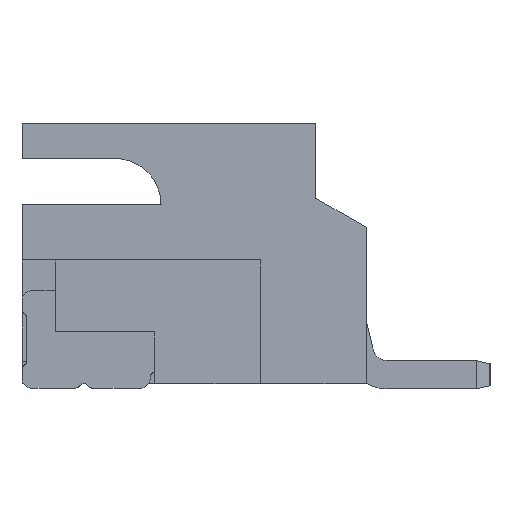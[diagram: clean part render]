
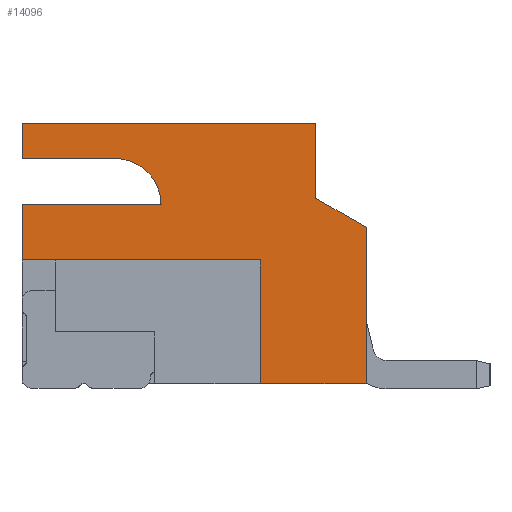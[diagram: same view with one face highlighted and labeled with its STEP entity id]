
A CAD part, left-side view. The second image highlights one B-rep face of the part: STEP entity #14096.
In plain terms, the highlighted planar face has unit normal (-1, 0, 0).
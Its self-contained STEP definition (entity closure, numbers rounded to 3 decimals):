
#213=DIRECTION('',(0.,0.,-1.));
#214=VECTOR('',#213,1.25);
#215=CARTESIAN_POINT('',(-13.73,6.654,1.15));
#216=LINE('',#215,#214);
#474=DIRECTION('',(0.,1.,0.));
#475=VECTOR('',#474,2.4);
#476=CARTESIAN_POINT('',(-13.73,-1.146,-2.9));
#477=LINE('',#476,#475);
#1480=DIRECTION('',(0.,0.,-1.));
#1481=VECTOR('',#1480,1.7);
#1482=CARTESIAN_POINT('',(-13.73,0.,3.));
#1483=LINE('',#1482,#1481);
#4560=DIRECTION('',(0.,0.,1.));
#4561=VECTOR('',#4560,0.8);
#4562=CARTESIAN_POINT('',(-13.73,6.654,2.2));
#4563=LINE('',#4562,#4561);
#4684=DIRECTION('',(0.,-1.,0.));
#4685=VECTOR('',#4684,6.654);
#4686=CARTESIAN_POINT('',(-13.73,6.654,3.));
#4687=LINE('',#4686,#4685);
#4744=DIRECTION('',(0.,0.,-1.));
#4745=VECTOR('',#4744,3.538);
#4746=CARTESIAN_POINT('',(-13.73,-1.146,0.638));
#4747=LINE('',#4746,#4745);
#4748=DIRECTION('',(0.,0.,1.));
#4749=VECTOR('',#4748,2.8);
#4750=CARTESIAN_POINT('',(-13.73,1.254,-2.9));
#4751=LINE('',#4750,#4749);
#4764=DIRECTION('',(0.,1.,0.));
#4765=VECTOR('',#4764,5.4);
#4766=CARTESIAN_POINT('',(-13.73,1.254,-0.1));
#4767=LINE('',#4766,#4765);
#4813=DIRECTION('',(0.,-1.,0.));
#4814=VECTOR('',#4813,3.15);
#4815=CARTESIAN_POINT('',(-13.73,6.654,1.15));
#4816=LINE('',#4815,#4814);
#5666=CARTESIAN_POINT('',(-13.73,4.554,1.15));
#5667=DIRECTION('',(1.,0.,0.));
#5668=DIRECTION('',(0.,0.,1.));
#5669=AXIS2_PLACEMENT_3D('',#5666,#5667,#5668);
#5693=DIRECTION('',(0.,1.,0.));
#5694=VECTOR('',#5693,2.1);
#5695=CARTESIAN_POINT('',(-13.73,4.554,2.2));
#5696=LINE('',#5695,#5694);
#5717=DIRECTION('',(0.,-0.866,-0.5));
#5718=VECTOR('',#5717,1.324);
#5719=CARTESIAN_POINT('',(-13.73,0.,1.3));
#5720=LINE('',#5719,#5718);
#5921=CARTESIAN_POINT('',(-13.73,0.,3.));
#5922=CARTESIAN_POINT('',(-13.73,0.,1.3));
#5923=VERTEX_POINT('',#5921);
#5924=VERTEX_POINT('',#5922);
#5927=CARTESIAN_POINT('',(-13.73,-1.146,0.638));
#5928=VERTEX_POINT('',#5927);
#5945=CARTESIAN_POINT('',(-13.73,6.654,1.15));
#5946=CARTESIAN_POINT('',(-13.73,3.504,1.15));
#5947=VERTEX_POINT('',#5945);
#5948=VERTEX_POINT('',#5946);
#5951=CARTESIAN_POINT('',(-13.73,4.554,2.2));
#5952=VERTEX_POINT('',#5951);
#5955=CARTESIAN_POINT('',(-13.73,6.654,2.2));
#5956=VERTEX_POINT('',#5955);
#5959=CARTESIAN_POINT('',(-13.73,6.654,3.));
#5960=VERTEX_POINT('',#5959);
#5967=CARTESIAN_POINT('',(-13.73,6.654,-0.1));
#5968=VERTEX_POINT('',#5967);
#5993=CARTESIAN_POINT('',(-13.73,1.254,-2.9));
#5994=VERTEX_POINT('',#5993);
#5995=CARTESIAN_POINT('',(-13.73,-1.146,-2.9));
#5996=VERTEX_POINT('',#5995);
#6003=CARTESIAN_POINT('',(-13.73,1.254,-0.1));
#6004=VERTEX_POINT('',#6003);
#14071=CARTESIAN_POINT('',(-13.73,6.654,4.929));
#14072=DIRECTION('',(1.,0.,0.));
#14073=DIRECTION('',(0.,0.,-1.));
#14074=AXIS2_PLACEMENT_3D('',#14071,#14072,#14073);
#14075=PLANE('',#14074);
#14076=ORIENTED_EDGE('',*,*,#8870,.T.);
#14077=ORIENTED_EDGE('',*,*,#8287,.T.);
#14079=ORIENTED_EDGE('',*,*,#14078,.T.);
#14081=ORIENTED_EDGE('',*,*,#14080,.T.);
#14082=ORIENTED_EDGE('',*,*,#8001,.F.);
#14084=ORIENTED_EDGE('',*,*,#14083,.T.);
#14086=ORIENTED_EDGE('',*,*,#14085,.F.);
#14088=ORIENTED_EDGE('',*,*,#14087,.T.);
#14089=ORIENTED_EDGE('',*,*,#13789,.T.);
#14090=ORIENTED_EDGE('',*,*,#13895,.T.);
#14091=ORIENTED_EDGE('',*,*,#9433,.T.);
#14093=ORIENTED_EDGE('',*,*,#14092,.T.);
#14094=EDGE_LOOP('',(#14076,#14077,#14079,#14081,#14082,#14084,#14086,#14088,
#14089,#14090,#14091,#14093));
#14095=FACE_OUTER_BOUND('',#14094,.F.);
#5670=CIRCLE('',#5669,1.05);
#8001=EDGE_CURVE('',#5947,#5968,#216,.T.);
#8287=EDGE_CURVE('',#5996,#5994,#477,.T.);
#8870=EDGE_CURVE('',#5928,#5996,#4747,.T.);
#9433=EDGE_CURVE('',#5923,#5924,#1483,.T.);
#13789=EDGE_CURVE('',#5956,#5960,#4563,.T.);
#13895=EDGE_CURVE('',#5960,#5923,#4687,.T.);
#14078=EDGE_CURVE('',#5994,#6004,#4751,.T.);
#14080=EDGE_CURVE('',#6004,#5968,#4767,.T.);
#14083=EDGE_CURVE('',#5947,#5948,#4816,.T.);
#14085=EDGE_CURVE('',#5952,#5948,#5670,.T.);
#14087=EDGE_CURVE('',#5952,#5956,#5696,.T.);
#14092=EDGE_CURVE('',#5924,#5928,#5720,.T.);
#14096=ADVANCED_FACE('',(#14095),#14075,.F.);
